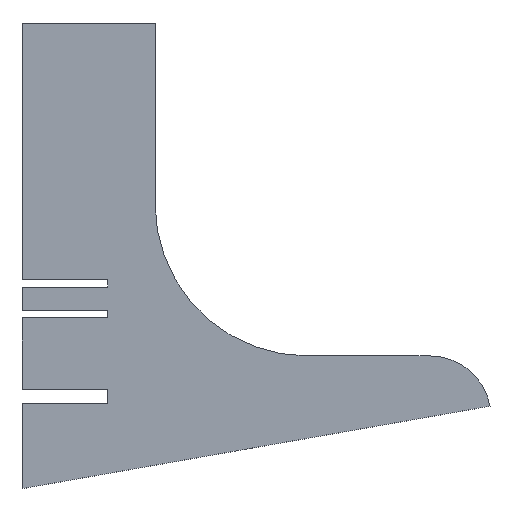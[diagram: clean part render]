
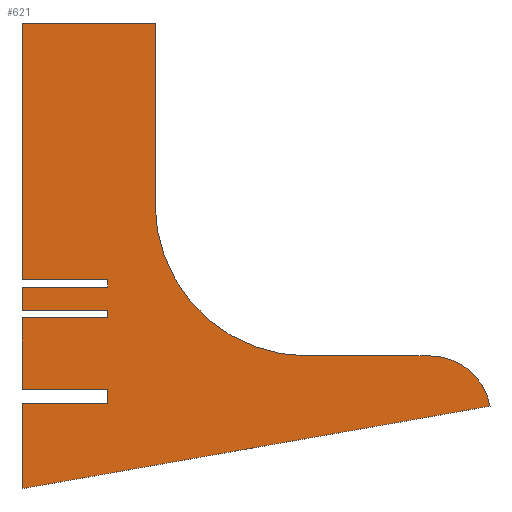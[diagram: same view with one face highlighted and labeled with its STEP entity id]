
A CAD part, front view. The second image highlights one B-rep face of the part: STEP entity #621.
In plain terms, the highlighted planar face has unit normal (0, -1, 0).
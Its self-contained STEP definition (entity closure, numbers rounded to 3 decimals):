
#40=CARTESIAN_POINT('Vertex',(291.,0.,-86.)) ;
#45=CARTESIAN_POINT('Line Origine',(291.,0.,-84.5)) ;
#49=CARTESIAN_POINT('Vertex',(291.,0.,-83.)) ;
#76=CARTESIAN_POINT('Line Origine',(282.,0.,-83.)) ;
#80=CARTESIAN_POINT('Vertex',(273.,0.,-83.)) ;
#107=CARTESIAN_POINT('Line Origine',(273.,0.,-75.5)) ;
#111=CARTESIAN_POINT('Vertex',(273.,0.,-68.)) ;
#138=CARTESIAN_POINT('Line Origine',(282.,0.,-68.)) ;
#142=CARTESIAN_POINT('Vertex',(291.,0.,-68.)) ;
#164=CARTESIAN_POINT('Line Origine',(291.,0.,-67.25)) ;
#168=CARTESIAN_POINT('Vertex',(291.,0.,-66.5)) ;
#195=CARTESIAN_POINT('Line Origine',(282.,0.,-66.5)) ;
#199=CARTESIAN_POINT('Vertex',(273.,0.,-66.5)) ;
#221=CARTESIAN_POINT('Line Origine',(273.,0.,-64.)) ;
#225=CARTESIAN_POINT('Vertex',(273.,0.,-61.5)) ;
#252=CARTESIAN_POINT('Line Origine',(282.,0.,-61.5)) ;
#256=CARTESIAN_POINT('Vertex',(291.,0.,-61.5)) ;
#278=CARTESIAN_POINT('Line Origine',(291.,0.,-60.75)) ;
#282=CARTESIAN_POINT('Vertex',(291.,0.,-60.)) ;
#309=CARTESIAN_POINT('Line Origine',(282.,0.,-60.)) ;
#313=CARTESIAN_POINT('Vertex',(273.,0.,-60.)) ;
#335=CARTESIAN_POINT('Line Origine',(273.,0.,-33.)) ;
#339=CARTESIAN_POINT('Vertex',(273.,0.,-6.)) ;
#366=CARTESIAN_POINT('Line Origine',(287.,0.,-6.)) ;
#370=CARTESIAN_POINT('Vertex',(301.,0.,-6.)) ;
#397=CARTESIAN_POINT('Line Origine',(301.,0.,-25.)) ;
#401=CARTESIAN_POINT('Vertex',(301.,0.,-44.)) ;
#428=CARTESIAN_POINT('Axis2P3D Location',(333.,0.,-44.)) ;
#432=CARTESIAN_POINT('Vertex',(333.,0.,-76.)) ;
#459=CARTESIAN_POINT('Line Origine',(345.936,0.,-76.)) ;
#463=CARTESIAN_POINT('Vertex',(358.872,0.,-76.)) ;
#490=CARTESIAN_POINT('Axis2P3D Location',(358.872,0.,-88.803)) ;
#494=CARTESIAN_POINT('Vertex',(371.481,0.,-86.58)) ;
#521=CARTESIAN_POINT('Line Origine',(322.24,0.,-95.262)) ;
#525=CARTESIAN_POINT('Vertex',(273.,0.,-103.944)) ;
#547=CARTESIAN_POINT('Line Origine',(273.,0.,-94.972)) ;
#551=CARTESIAN_POINT('Vertex',(273.,0.,-86.)) ;
#578=CARTESIAN_POINT('Line Origine',(282.,0.,-86.)) ;
#595=CARTESIAN_POINT('Axis2P3D Location',(0.,0.,0.)) ;
#47=VECTOR('Line Direction',#46,1.) ;
#78=VECTOR('Line Direction',#77,1.) ;
#109=VECTOR('Line Direction',#108,1.) ;
#140=VECTOR('Line Direction',#139,1.) ;
#166=VECTOR('Line Direction',#165,1.) ;
#197=VECTOR('Line Direction',#196,1.) ;
#223=VECTOR('Line Direction',#222,1.) ;
#254=VECTOR('Line Direction',#253,1.) ;
#280=VECTOR('Line Direction',#279,1.) ;
#311=VECTOR('Line Direction',#310,1.) ;
#337=VECTOR('Line Direction',#336,1.) ;
#368=VECTOR('Line Direction',#367,1.) ;
#399=VECTOR('Line Direction',#398,1.) ;
#461=VECTOR('Line Direction',#460,1.) ;
#523=VECTOR('Line Direction',#522,1.) ;
#549=VECTOR('Line Direction',#548,1.) ;
#580=VECTOR('Line Direction',#579,1.) ;
#46=DIRECTION('Vector Direction',(0.,0.,-1.)) ;
#77=DIRECTION('Vector Direction',(1.,0.,0.)) ;
#108=DIRECTION('Vector Direction',(0.,0.,-1.)) ;
#139=DIRECTION('Vector Direction',(-1.,0.,0.)) ;
#165=DIRECTION('Vector Direction',(0.,0.,-1.)) ;
#196=DIRECTION('Vector Direction',(1.,0.,0.)) ;
#222=DIRECTION('Vector Direction',(0.,0.,-1.)) ;
#253=DIRECTION('Vector Direction',(-1.,0.,0.)) ;
#279=DIRECTION('Vector Direction',(0.,0.,-1.)) ;
#310=DIRECTION('Vector Direction',(1.,0.,0.)) ;
#336=DIRECTION('Vector Direction',(0.,0.,1.)) ;
#367=DIRECTION('Vector Direction',(1.,0.,0.)) ;
#398=DIRECTION('Vector Direction',(0.,0.,-1.)) ;
#429=DIRECTION('Axis2P3D Direction',(0.,1.,0.)) ;
#460=DIRECTION('Vector Direction',(1.,0.,0.)) ;
#491=DIRECTION('Axis2P3D Direction',(0.,1.,0.)) ;
#522=DIRECTION('Vector Direction',(-0.985,0.,-0.174)) ;
#548=DIRECTION('Vector Direction',(0.,0.,-1.)) ;
#579=DIRECTION('Vector Direction',(-1.,0.,0.)) ;
#596=DIRECTION('Axis2P3D Direction',(0.,1.,-0.)) ;
#597=DIRECTION('Axis2P3D XDirection',(-1.,0.,0.)) ;
#430=AXIS2_PLACEMENT_3D('Circle Axis2P3D',#428,#429,$) ;
#492=AXIS2_PLACEMENT_3D('Circle Axis2P3D',#490,#491,$) ;
#598=AXIS2_PLACEMENT_3D('Plane Axis2P3D',#595,#596,#597) ;
#48=LINE('Line',#45,#47) ;
#79=LINE('Line',#76,#78) ;
#110=LINE('Line',#107,#109) ;
#141=LINE('Line',#138,#140) ;
#167=LINE('Line',#164,#166) ;
#198=LINE('Line',#195,#197) ;
#224=LINE('Line',#221,#223) ;
#255=LINE('Line',#252,#254) ;
#281=LINE('Line',#278,#280) ;
#312=LINE('Line',#309,#311) ;
#338=LINE('Line',#335,#337) ;
#369=LINE('Line',#366,#368) ;
#400=LINE('Line',#397,#399) ;
#462=LINE('Line',#459,#461) ;
#524=LINE('Line',#521,#523) ;
#550=LINE('Line',#547,#549) ;
#581=LINE('Line',#578,#580) ;
#431=CIRCLE('generated circle',#430,32.) ;
#493=CIRCLE('generated circle',#492,12.803) ;
#599=PLANE('',#598) ;
#51=EDGE_CURVE('',#41,#50,#48,.F.) ;
#82=EDGE_CURVE('',#50,#81,#79,.F.) ;
#113=EDGE_CURVE('',#81,#112,#110,.F.) ;
#144=EDGE_CURVE('',#112,#143,#141,.F.) ;
#170=EDGE_CURVE('',#143,#169,#167,.F.) ;
#201=EDGE_CURVE('',#169,#200,#198,.F.) ;
#227=EDGE_CURVE('',#200,#226,#224,.F.) ;
#258=EDGE_CURVE('',#226,#257,#255,.F.) ;
#284=EDGE_CURVE('',#257,#283,#281,.F.) ;
#315=EDGE_CURVE('',#283,#314,#312,.F.) ;
#341=EDGE_CURVE('',#314,#340,#338,.T.) ;
#372=EDGE_CURVE('',#340,#371,#369,.T.) ;
#403=EDGE_CURVE('',#371,#402,#400,.T.) ;
#434=EDGE_CURVE('',#402,#433,#431,.F.) ;
#465=EDGE_CURVE('',#433,#464,#462,.T.) ;
#496=EDGE_CURVE('',#464,#495,#493,.T.) ;
#527=EDGE_CURVE('',#495,#526,#524,.T.) ;
#553=EDGE_CURVE('',#526,#552,#550,.F.) ;
#582=EDGE_CURVE('',#552,#41,#581,.F.) ;
#601=ORIENTED_EDGE('',*,*,#582,.F.) ;
#602=ORIENTED_EDGE('',*,*,#553,.F.) ;
#603=ORIENTED_EDGE('',*,*,#527,.F.) ;
#604=ORIENTED_EDGE('',*,*,#496,.F.) ;
#605=ORIENTED_EDGE('',*,*,#465,.F.) ;
#606=ORIENTED_EDGE('',*,*,#434,.F.) ;
#607=ORIENTED_EDGE('',*,*,#403,.F.) ;
#608=ORIENTED_EDGE('',*,*,#372,.F.) ;
#609=ORIENTED_EDGE('',*,*,#341,.F.) ;
#610=ORIENTED_EDGE('',*,*,#315,.F.) ;
#611=ORIENTED_EDGE('',*,*,#284,.F.) ;
#612=ORIENTED_EDGE('',*,*,#258,.F.) ;
#613=ORIENTED_EDGE('',*,*,#227,.F.) ;
#614=ORIENTED_EDGE('',*,*,#201,.F.) ;
#615=ORIENTED_EDGE('',*,*,#170,.F.) ;
#616=ORIENTED_EDGE('',*,*,#144,.F.) ;
#617=ORIENTED_EDGE('',*,*,#113,.F.) ;
#618=ORIENTED_EDGE('',*,*,#82,.F.) ;
#619=ORIENTED_EDGE('',*,*,#51,.F.) ;
#600=EDGE_LOOP('',(#601,#602,#603,#604,#605,#606,#607,#608,#609,#610,#611,#612,#613,#614,#615,#616,#617,#618,#619)) ;
#41=VERTEX_POINT('',#40) ;
#50=VERTEX_POINT('',#49) ;
#81=VERTEX_POINT('',#80) ;
#112=VERTEX_POINT('',#111) ;
#143=VERTEX_POINT('',#142) ;
#169=VERTEX_POINT('',#168) ;
#200=VERTEX_POINT('',#199) ;
#226=VERTEX_POINT('',#225) ;
#257=VERTEX_POINT('',#256) ;
#283=VERTEX_POINT('',#282) ;
#314=VERTEX_POINT('',#313) ;
#340=VERTEX_POINT('',#339) ;
#371=VERTEX_POINT('',#370) ;
#402=VERTEX_POINT('',#401) ;
#433=VERTEX_POINT('',#432) ;
#464=VERTEX_POINT('',#463) ;
#495=VERTEX_POINT('',#494) ;
#526=VERTEX_POINT('',#525) ;
#552=VERTEX_POINT('',#551) ;
#621=ADVANCED_FACE('PartBody',(#620),#599,.F.) ;
#620=FACE_OUTER_BOUND('',#600,.T.) ;
